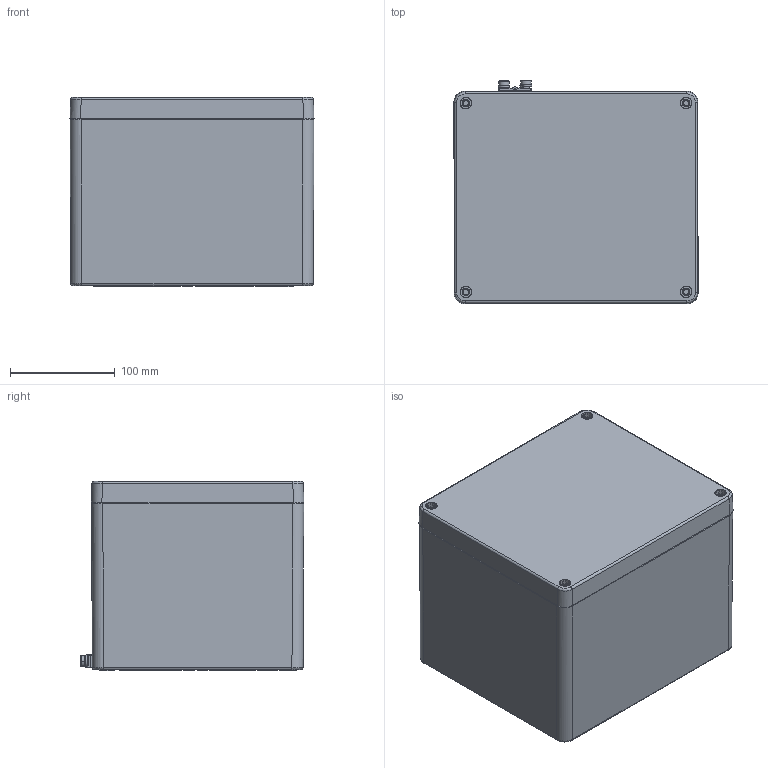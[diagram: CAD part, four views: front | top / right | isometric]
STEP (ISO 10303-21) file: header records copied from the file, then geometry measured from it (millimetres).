
FILE_DESCRIPTION(('FreeCAD Model'),'2;1');
FILE_NAME('GBAEX200230180.step', '2026-03-27T11:54:54',('Author'),(''), 'Open CASCADE STEP processor 7.3','FreeCAD','Unknown');
FILE_SCHEMA(('AUTOMOTIVE_DESIGN { 1 0 10303 214 1 1 1 1 }'));
Length unit declared in the file: millimetre
Products named in the file (4): GBAEX200230180; ALU_BASE_200230180; ALU_LID_200230180; M6_DOUBLE_EARTHING
Assembly tree (3 placements, depth 2):
  GBAEX200230180
    ALU_BASE_200230180
    ALU_LID_200230180
    M6_DOUBLE_EARTHING
Bounding box: 232.71 x 213.48 x 180.47 mm (x, y, z)
Volume: 1519258.8 mm3; surface area: 509966.8 mm2
Topology: 9 solids, 9 shells, 1771 faces, 5090 edges, 4800 vertices
Faces by surface type: plane 943, bspline 461, cylinder 313, cone 54
Entity records: 76517 total; most frequent: CARTESIAN_POINT 32872, ORIENTED_EDGE 9200, DIRECTION 7155, EDGE_CURVE 4600, LINE 3287, VECTOR 3287, VERTEX_POINT 2960, AXIS2_PLACEMENT_3D 1934
